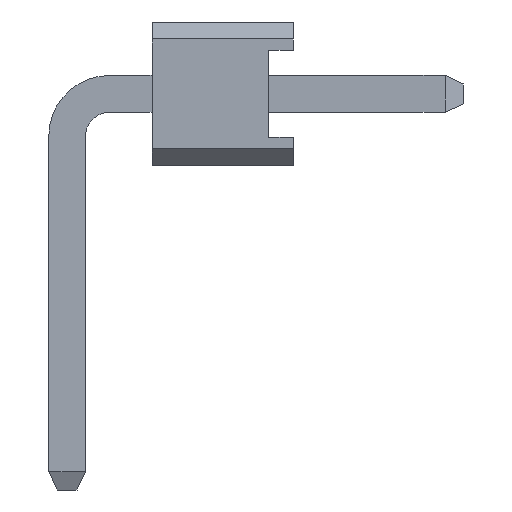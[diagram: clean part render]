
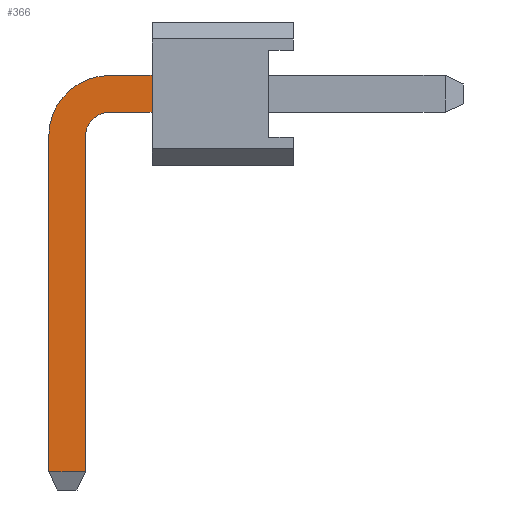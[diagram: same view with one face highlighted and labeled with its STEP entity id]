
A CAD part, left-side view. The second image highlights one B-rep face of the part: STEP entity #366.
In plain terms, the highlighted planar face has unit normal (-1, 0, 0).
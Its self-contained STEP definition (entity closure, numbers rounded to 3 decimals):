
#78 = EDGE_CURVE ( 'NONE', #79, #80, #1869, .T. ) ;
#79 = VERTEX_POINT ( 'NONE', #1865 ) ;
#80 = VERTEX_POINT ( 'NONE', #1864 ) ;
#343 = VERTEX_POINT ( 'NONE', #2393 ) ;
#344 = VERTEX_POINT ( 'NONE', #2392 ) ;
#345 = ORIENTED_EDGE ( 'NONE', *, *, #346, .T. ) ;
#346 = EDGE_CURVE ( 'NONE', #344, #347, #2391, .T. ) ;
#347 = VERTEX_POINT ( 'NONE', #2442 ) ;
#348 = ORIENTED_EDGE ( 'NONE', *, *, #349, .F. ) ;
#349 = EDGE_CURVE ( 'NONE', #350, #347, #2441, .T. ) ;
#350 = VERTEX_POINT ( 'NONE', #2437 ) ;
#351 = ORIENTED_EDGE ( 'NONE', *, *, #352, .F. ) ;
#352 = EDGE_CURVE ( 'NONE', #353, #350, #2436, .T. ) ;
#353 = VERTEX_POINT ( 'NONE', #2431 ) ;
#354 = ORIENTED_EDGE ( 'NONE', *, *, #355, .T. ) ;
#355 = EDGE_CURVE ( 'NONE', #353, #79, #2430, .T. ) ;
#356 = ORIENTED_EDGE ( 'NONE', *, *, #78, .T. ) ;
#366 = ADVANCED_FACE ( 'NONE', ( #2416 ), #2414, .F. ) ;
#367 = EDGE_LOOP ( 'NONE', ( #368, #345, #348, #351, #354, #356, #1752, #413 ) ) ;
#368 = ORIENTED_EDGE ( 'NONE', *, *, #369, .T. ) ;
#369 = EDGE_CURVE ( 'NONE', #343, #344, #2415, .T. ) ;
#411 = EDGE_CURVE ( 'NONE', #412, #80, #2534, .T. ) ;
#412 = VERTEX_POINT ( 'NONE', #2530 ) ;
#413 = ORIENTED_EDGE ( 'NONE', *, *, #414, .T. ) ;
#414 = EDGE_CURVE ( 'NONE', #412, #343, #2529, .T. ) ;
#1752 = ORIENTED_EDGE ( 'NONE', *, *, #411, .F. ) ;
#1864 = CARTESIAN_POINT ( 'NONE',  ( -0.325, 2.5, 0.325 ) ) ;
#1865 = CARTESIAN_POINT ( 'NONE',  ( -0.325, 2.5, -0.325 ) ) ;
#1866 = DIRECTION ( 'NONE',  ( 0., 0., 1. ) ) ;
#1867 = VECTOR ( 'NONE', #1866, 1000. ) ;
#1868 = CARTESIAN_POINT ( 'NONE',  ( -0.325, 2.5, -1.27 ) ) ;
#1869 = LINE ( 'NONE', #1868, #1867 ) ;
#2390 = CARTESIAN_POINT ( 'NONE',  ( -0.325, 3.25, -6.678 ) ) ;
#2391 = LINE ( 'NONE', #2390, #2444 ) ;
#2392 = CARTESIAN_POINT ( 'NONE',  ( -0.325, 4.325, -6.678 ) ) ;
#2393 = CARTESIAN_POINT ( 'NONE',  ( -0.325, 4.325, -0.75 ) ) ;
#2412 = CARTESIAN_POINT ( 'NONE',  ( -0.325, 3.25, 0.325 ) ) ;
#2413 = AXIS2_PLACEMENT_3D ( 'NONE', #2412, #2475, #2474 ) ;
#2414 = PLANE ( 'NONE',  #2413 ) ;
#2415 = LINE ( 'NONE', #2473, #2472 ) ;
#2416 = FACE_OUTER_BOUND ( 'NONE', #367, .T. ) ;
#2427 = DIRECTION ( 'NONE',  ( 0., -1., 0. ) ) ;
#2428 = VECTOR ( 'NONE', #2427, 1000. ) ;
#2429 = CARTESIAN_POINT ( 'NONE',  ( -0.325, 3.25, -0.325 ) ) ;
#2430 = LINE ( 'NONE', #2429, #2428 ) ;
#2431 = CARTESIAN_POINT ( 'NONE',  ( -0.325, 3.25, -0.325 ) ) ;
#2432 = DIRECTION ( 'NONE',  ( 0., 0., 1. ) ) ;
#2433 = DIRECTION ( 'NONE',  ( -1., 0., 0. ) ) ;
#2434 = CARTESIAN_POINT ( 'NONE',  ( -0.325, 3.25, -0.75 ) ) ;
#2435 = AXIS2_PLACEMENT_3D ( 'NONE', #2434, #2433, #2432 ) ;
#2436 = CIRCLE ( 'NONE', #2435, 0.425 ) ;
#2437 = CARTESIAN_POINT ( 'NONE',  ( -0.325, 3.675, -0.75 ) ) ;
#2438 = DIRECTION ( 'NONE',  ( 0., 0., -1. ) ) ;
#2439 = VECTOR ( 'NONE', #2438, 1000. ) ;
#2440 = CARTESIAN_POINT ( 'NONE',  ( -0.325, 3.675, -0.75 ) ) ;
#2441 = LINE ( 'NONE', #2440, #2439 ) ;
#2442 = CARTESIAN_POINT ( 'NONE',  ( -0.325, 3.675, -6.678 ) ) ;
#2443 = DIRECTION ( 'NONE',  ( 0., -1., 0. ) ) ;
#2444 = VECTOR ( 'NONE', #2443, 1000. ) ;
#2471 = DIRECTION ( 'NONE',  ( 0., 0., -1. ) ) ;
#2472 = VECTOR ( 'NONE', #2471, 1000. ) ;
#2473 = CARTESIAN_POINT ( 'NONE',  ( -0.325, 4.325, -0.75 ) ) ;
#2474 = DIRECTION ( 'NONE',  ( 0., 0., -1. ) ) ;
#2475 = DIRECTION ( 'NONE',  ( 1., 0., 0. ) ) ;
#2525 = DIRECTION ( 'NONE',  ( 0., 0., 1. ) ) ;
#2526 = DIRECTION ( 'NONE',  ( -1., 0., 0. ) ) ;
#2527 = CARTESIAN_POINT ( 'NONE',  ( -0.325, 3.25, -0.75 ) ) ;
#2528 = AXIS2_PLACEMENT_3D ( 'NONE', #2527, #2526, #2525 ) ;
#2529 = CIRCLE ( 'NONE', #2528, 1.075 ) ;
#2530 = CARTESIAN_POINT ( 'NONE',  ( -0.325, 3.25, 0.325 ) ) ;
#2531 = DIRECTION ( 'NONE',  ( 0., -1., 0. ) ) ;
#2532 = VECTOR ( 'NONE', #2531, 1000. ) ;
#2533 = CARTESIAN_POINT ( 'NONE',  ( -0.325, 3.25, 0.325 ) ) ;
#2534 = LINE ( 'NONE', #2533, #2532 ) ;
